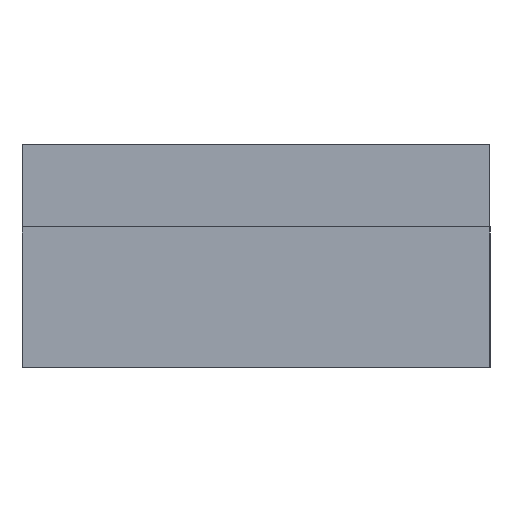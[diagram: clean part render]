
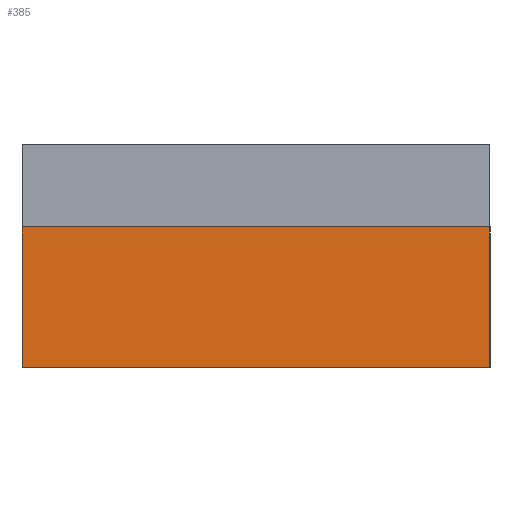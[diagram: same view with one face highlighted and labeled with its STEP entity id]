
A CAD part, left-side view. The second image highlights one B-rep face of the part: STEP entity #385.
In plain terms, the highlighted planar face has unit normal (-1, 0, 0).
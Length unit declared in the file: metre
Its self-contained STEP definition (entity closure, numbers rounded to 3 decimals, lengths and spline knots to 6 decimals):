
#39=LINE('',#614,#79);
#43=LINE('',#621,#83);
#44=LINE('',#624,#84);
#45=LINE('',#625,#85);
#79=VECTOR('',#497,1.);
#83=VECTOR('',#503,1.);
#84=VECTOR('',#504,1.);
#85=VECTOR('',#505,1.);
#135=ORIENTED_EDGE('',*,*,#234,.F.);
#136=ORIENTED_EDGE('',*,*,#235,.T.);
#137=ORIENTED_EDGE('',*,*,#230,.T.);
#138=ORIENTED_EDGE('',*,*,#236,.T.);
#230=EDGE_CURVE('',#279,#278,#39,.T.);
#234=EDGE_CURVE('',#281,#282,#43,.T.);
#235=EDGE_CURVE('',#281,#279,#44,.T.);
#236=EDGE_CURVE('',#278,#282,#45,.T.);
#278=VERTEX_POINT('',#613);
#279=VERTEX_POINT('',#615);
#281=VERTEX_POINT('',#622);
#282=VERTEX_POINT('',#623);
#311=EDGE_LOOP('',(#135,#136,#137,#138));
#341=FACE_BOUND('',#311,.T.);
#367=PLANE('',#426);
#385=ADVANCED_FACE('',(#341),#367,.F.);
#426=AXIS2_PLACEMENT_3D('',#620,#501,#502);
#497=DIRECTION('',(0.,0.,-1.));
#501=DIRECTION('',(1.,0.,0.));
#502=DIRECTION('',(0.,1.,0.));
#503=DIRECTION('',(0.,0.,-1.));
#504=DIRECTION('',(0.,1.,0.));
#505=DIRECTION('',(0.,-1.,0.));
#613=CARTESIAN_POINT('',(-0.005919,0.004867,0.));
#614=CARTESIAN_POINT('',(-0.005919,0.004867,0.006045));
#615=CARTESIAN_POINT('',(-0.005919,0.004867,0.00381));
#620=CARTESIAN_POINT('',(-0.005919,-0.001483,0.006045));
#621=CARTESIAN_POINT('',(-0.005919,-0.007833,0.006045));
#622=CARTESIAN_POINT('',(-0.005919,-0.007833,0.00381));
#623=CARTESIAN_POINT('',(-0.005919,-0.007833,0.));
#624=CARTESIAN_POINT('',(-0.005919,-0.020533,0.00381));
#625=CARTESIAN_POINT('',(-0.005919,-0.001483,0.));
